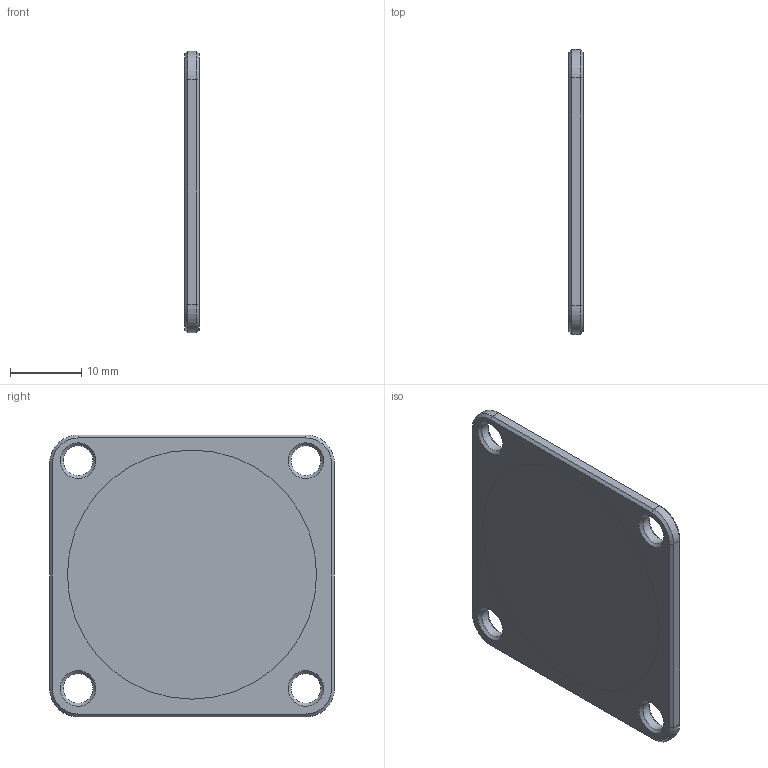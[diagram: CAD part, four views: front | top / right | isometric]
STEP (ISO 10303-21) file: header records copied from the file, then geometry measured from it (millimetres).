
FILE_DESCRIPTION(/* description */ (''),/* implementation_level */ '2;1');
FILE_NAME(/* name */ 'fan grill.step',/* time_stamp */ '2025-08-26T19:02:51-04:00',/* author */ (''),/* organization */ (''),/* preprocessor_version */ 'ST-DEVELOPER v20.1',/* originating_system */ 'Autodesk Translation Framework v14.10.0.0',/* authorisation */ '');
FILE_SCHEMA (('AUTOMOTIVE_DESIGN { 1 0 10303 214 3 1 1 }'));
Length unit declared in the file: millimetre
Products named in the file (1): fan grill
Bounding box: 2 x 40 x 39.6 mm (x, y, z)
Volume: 2996.5 mm3; surface area: 3784.9 mm2
Topology: 2 solids, 2 shells, 42 faces, 90 edges, 52 vertices
Faces by surface type: plane 16, cone 16, cylinder 10
Full cylindrical faces by diameter (mm): 4.2 x4, 35 x2
Entity records: 1184 total; most frequent: DIRECTION 212, CARTESIAN_POINT 185, ORIENTED_EDGE 180, EDGE_CURVE 90, AXIS2_PLACEMENT_3D 79, LINE 54, VECTOR 54, EDGE_LOOP 52
